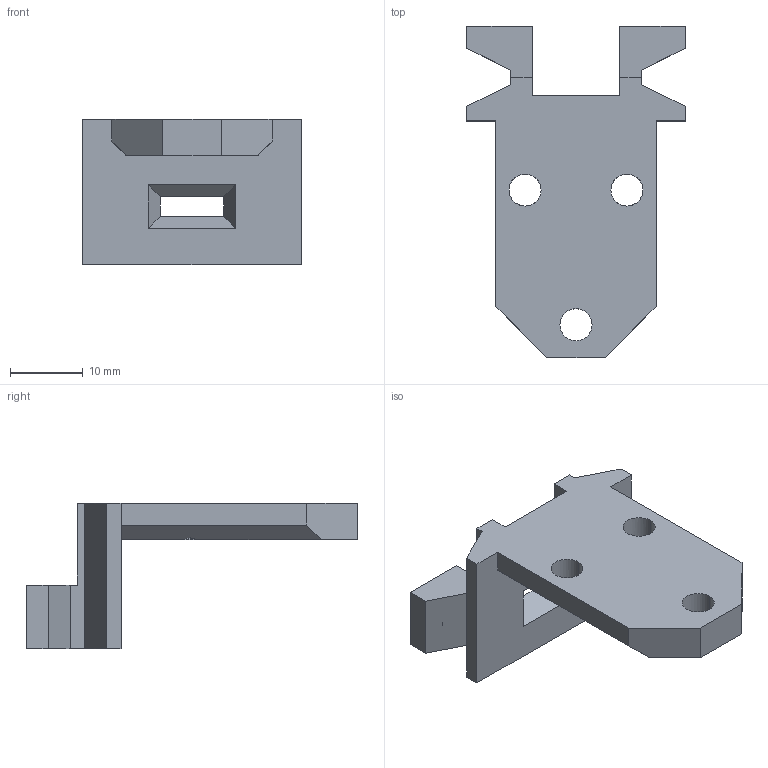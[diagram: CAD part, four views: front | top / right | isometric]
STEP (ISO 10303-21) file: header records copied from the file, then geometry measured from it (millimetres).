
FILE_DESCRIPTION (( 'STEP AP214' ), '1' );
FILE_NAME ('Hot End Cradle 4010.STEP', '2023-01-28T20:52:21', ( '' ), ( '' ), 'SwSTEP 2.0', 'SolidWorks 2020', '' );
FILE_SCHEMA (( 'AUTOMOTIVE_DESIGN' ));
Length unit declared in the file: millimetre
Products named in the file (1): Hot End Cradle 4010
Bounding box: 30 x 45.5 x 20 mm (x, y, z)
Volume: 5955 mm3; surface area: 4095.6 mm2
Topology: 1 solids, 1 shells, 46 faces, 132 edges, 88 vertices
Faces by surface type: plane 36, cylinder 10
Entity records: 1546 total; most frequent: CARTESIAN_POINT 279, ORIENTED_EDGE 264, DIRECTION 242, EDGE_CURVE 132, VECTOR 108, LINE 108, VERTEX_POINT 88, AXIS2_PLACEMENT_3D 67
